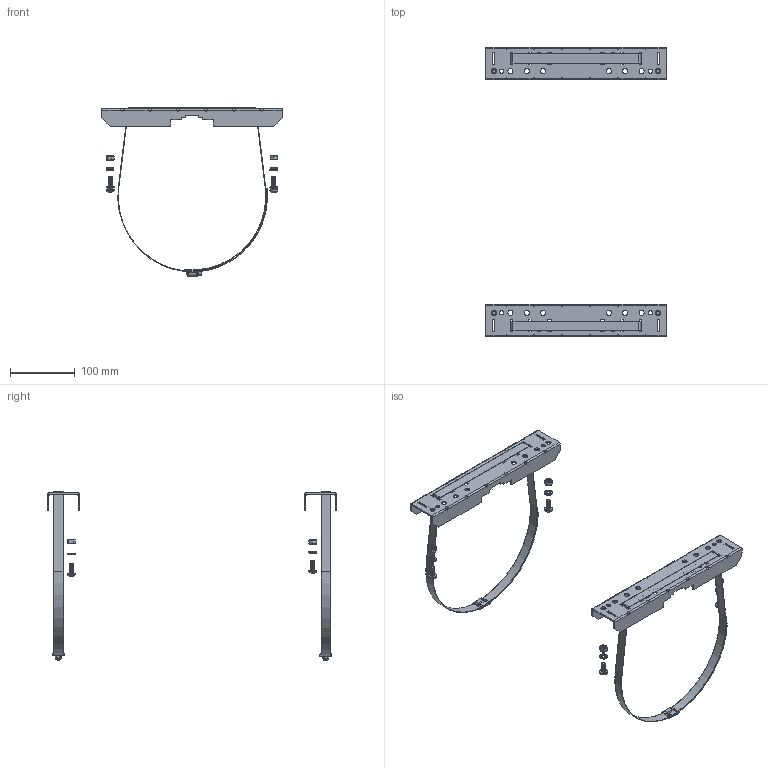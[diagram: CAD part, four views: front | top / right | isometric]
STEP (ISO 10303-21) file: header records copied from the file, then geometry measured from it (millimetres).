
FILE_DESCRIPTION (( 'STEP AP214' ), '1' );
FILE_NAME ('TEF-PMT30.STEP', '2018-11-20T20:55:39', ( '' ), ( '' ), 'SwSTEP 2.0', 'SolidWorks 2017', '' );
FILE_SCHEMA (( 'AUTOMOTIVE_DESIGN' ));
Length unit declared in the file: inch
Products named in the file (6): HGX-PMT30_HoseClamp_9pole; XFW-0007; XFN-0009; XFS-0054; 1BE04-006; TEF-PMT30
Assembly tree (16 placements, depth 2):
  TEF-PMT30
    1BE04-006  x2
    XFS-0054  x4
    XFN-0009  x4
    XFW-0007  x4
    HGX-PMT30_HoseClamp_9pole  x2
Bounding box: 279.4 x 448.26 x 261.93 mm (x, y, z)
Volume: 139816.2 mm3; surface area: 172744.9 mm2
Topology: 16 solids, 16 shells, 1084 faces, 2852 edges, 1836 vertices
Faces by surface type: plane 556, cone 228, cylinder 174, bspline 90, torus 32, sphere 4
Full cylindrical faces by diameter (mm): 6.35 x4, 7.137 x4, 7.925 x16, 10.312 x4
Entity records: 20803 total; most frequent: CARTESIAN_POINT 6663, ORIENTED_EDGE 2284, DIRECTION 1944, EDGE_CURVE 1142, VERTEX_POINT 790, LINE 730, VECTOR 730, AXIS2_PLACEMENT_3D 607
